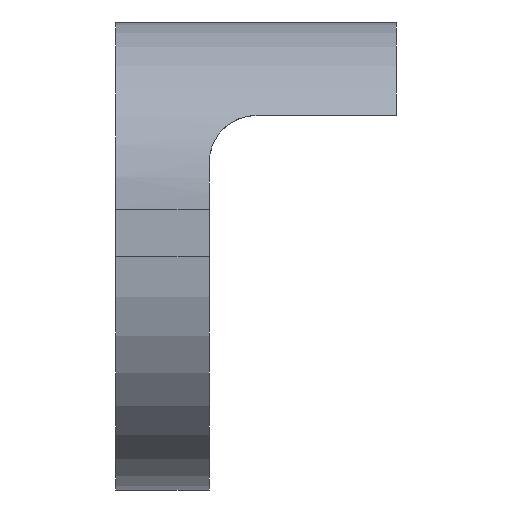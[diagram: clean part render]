
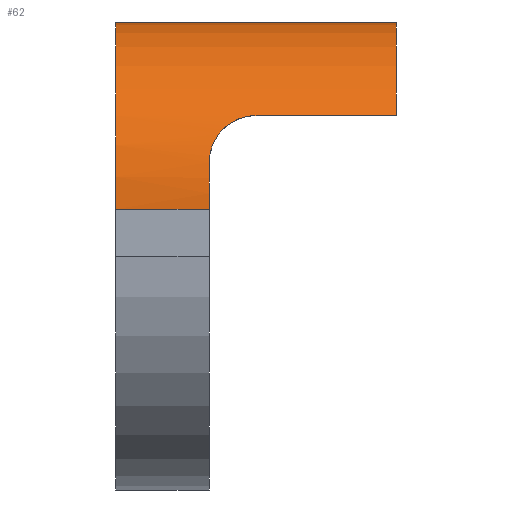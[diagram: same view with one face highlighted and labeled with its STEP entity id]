
A CAD part, front view. The second image highlights one B-rep face of the part: STEP entity #62.
In plain terms, the highlighted cylindrical face has radius 5.08 mm (diameter 10.16 mm), a partial arc.
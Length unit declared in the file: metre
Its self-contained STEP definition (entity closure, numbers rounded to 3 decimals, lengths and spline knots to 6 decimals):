
#62 = ADVANCED_FACE( '', ( #127 ), #128, .T. );
#127 = FACE_OUTER_BOUND( '', #191, .T. );
#128 = CYLINDRICAL_SURFACE( '', #192, 0.00508 );
#191 = EDGE_LOOP( '', ( #305, #306, #307, #308, #309, #310, #311 ) );
#192 = AXIS2_PLACEMENT_3D( '', #312, #313, #314 );
#305 = ORIENTED_EDGE( '', *, *, #359, .F. );
#306 = ORIENTED_EDGE( '', *, *, #388, .F. );
#307 = ORIENTED_EDGE( '', *, *, #399, .F. );
#308 = ORIENTED_EDGE( '', *, *, #354, .F. );
#309 = ORIENTED_EDGE( '', *, *, #390, .F. );
#310 = ORIENTED_EDGE( '', *, *, #370, .F. );
#311 = ORIENTED_EDGE( '', *, *, #363, .F. );
#312 = CARTESIAN_POINT( '', ( 0.00254, 0.04042, 0.00127 ) );
#313 = DIRECTION( '', ( -1., 0., 0. ) );
#314 = DIRECTION( '', ( 0., 0., -1. ) );
#354 = EDGE_CURVE( '', #408, #411, #412, .T. );
#359 = EDGE_CURVE( '', #417, #420, #421, .T. );
#363 = EDGE_CURVE( '', #420, #426, #427, .F. );
#370 = EDGE_CURVE( '', #426, #437, #438, .T. );
#388 = EDGE_CURVE( '', #465, #417, #467, .F. );
#390 = EDGE_CURVE( '', #437, #408, #469, .T. );
#399 = EDGE_CURVE( '', #411, #465, #481, .F. );
#408 = VERTEX_POINT( '', #491 );
#411 = VERTEX_POINT( '', #495 );
#412 = LINE( '', #496, #497 );
#417 = VERTEX_POINT( '', #504 );
#420 = VERTEX_POINT( '', #508 );
#421 = CIRCLE( '', #509, 0.00508 );
#426 = VERTEX_POINT( '', #515 );
#427 = LINE( '', #516, #517 );
#437 = VERTEX_POINT( '', #529 );
#438 = B_SPLINE_CURVE_WITH_KNOTS( '', 3, ( #530, #531, #532, #533, #534, #535, #536, #537, #538, #539, #540, #541 ), .UNSPECIFIED., .F., .F., ( 4, 2, 2, 2, 2, 4 ), ( 0., 0.000257, 0.000515, 0.001029, 0.001544, 0.002059 ), .UNSPECIFIED. );
#465 = VERTEX_POINT( '', #584 );
#467 = LINE( '', #587, #588 );
#469 = CIRCLE( '', #590, 0.00508 );
#481 = CIRCLE( '', #606, 0.00508 );
#491 = CARTESIAN_POINT( '', ( 0.00254, 0.03534, 0.00127 ) );
#495 = CARTESIAN_POINT( '', ( 0., 0.03534, 0.00127 ) );
#496 = CARTESIAN_POINT( '', ( 0., 0.03534, 0.00127 ) );
#497 = VECTOR( '', #617, 1. );
#504 = CARTESIAN_POINT( '', ( 0.00762, 0.04042, 0.00635 ) );
#508 = CARTESIAN_POINT( '', ( 0.00762, 0.036021, 0.00381 ) );
#509 = AXIS2_PLACEMENT_3D( '', #621, #622, #623 );
#515 = CARTESIAN_POINT( '', ( 0.00381, 0.036021, 0.00381 ) );
#516 = CARTESIAN_POINT( '', ( 0.00762, 0.036021, 0.00381 ) );
#517 = VECTOR( '', #628, 1. );
#529 = CARTESIAN_POINT( '', ( 0.00254, 0.035501, 0.00254 ) );
#530 = CARTESIAN_POINT( '', ( 0.00381, 0.036021, 0.00381 ) );
#531 = CARTESIAN_POINT( '', ( 0.003723, 0.036021, 0.00381 ) );
#532 = CARTESIAN_POINT( '', ( 0.003638, 0.036015, 0.003801 ) );
#533 = CARTESIAN_POINT( '', ( 0.00347, 0.035996, 0.003767 ) );
#534 = CARTESIAN_POINT( '', ( 0.003388, 0.035981, 0.003741 ) );
#535 = CARTESIAN_POINT( '', ( 0.003156, 0.035927, 0.003641 ) );
#536 = CARTESIAN_POINT( '', ( 0.003017, 0.035876, 0.003545 ) );
#537 = CARTESIAN_POINT( '', ( 0.002788, 0.035767, 0.003312 ) );
#538 = CARTESIAN_POINT( '', ( 0.002697, 0.035707, 0.003174 ) );
#539 = CARTESIAN_POINT( '', ( 0.002573, 0.035597, 0.002872 ) );
#540 = CARTESIAN_POINT( '', ( 0.00254, 0.035545, 0.002708 ) );
#541 = CARTESIAN_POINT( '', ( 0.00254, 0.035501, 0.00254 ) );
#584 = CARTESIAN_POINT( '', ( 0., 0.04042, 0.00635 ) );
#587 = CARTESIAN_POINT( '', ( 0.00762, 0.04042, 0.00635 ) );
#588 = VECTOR( '', #661, 1. );
#590 = AXIS2_PLACEMENT_3D( '', #662, #663, #664 );
#606 = AXIS2_PLACEMENT_3D( '', #675, #676, #677 );
#617 = DIRECTION( '', ( -1., 0., 0. ) );
#621 = CARTESIAN_POINT( '', ( 0.00762, 0.04042, 0.00127 ) );
#622 = DIRECTION( '', ( 1., 0., 0. ) );
#623 = DIRECTION( '', ( 0., 0., -1. ) );
#628 = DIRECTION( '', ( 1., 0., 0. ) );
#661 = DIRECTION( '', ( -1., 0., 0. ) );
#662 = CARTESIAN_POINT( '', ( 0.00254, 0.04042, 0.00127 ) );
#663 = DIRECTION( '', ( 1., 0., 0. ) );
#664 = DIRECTION( '', ( 0., 0., -1. ) );
#675 = CARTESIAN_POINT( '', ( 0., 0.04042, 0.00127 ) );
#676 = DIRECTION( '', ( 1., 0., 0. ) );
#677 = DIRECTION( '', ( 0., 0., -1. ) );
